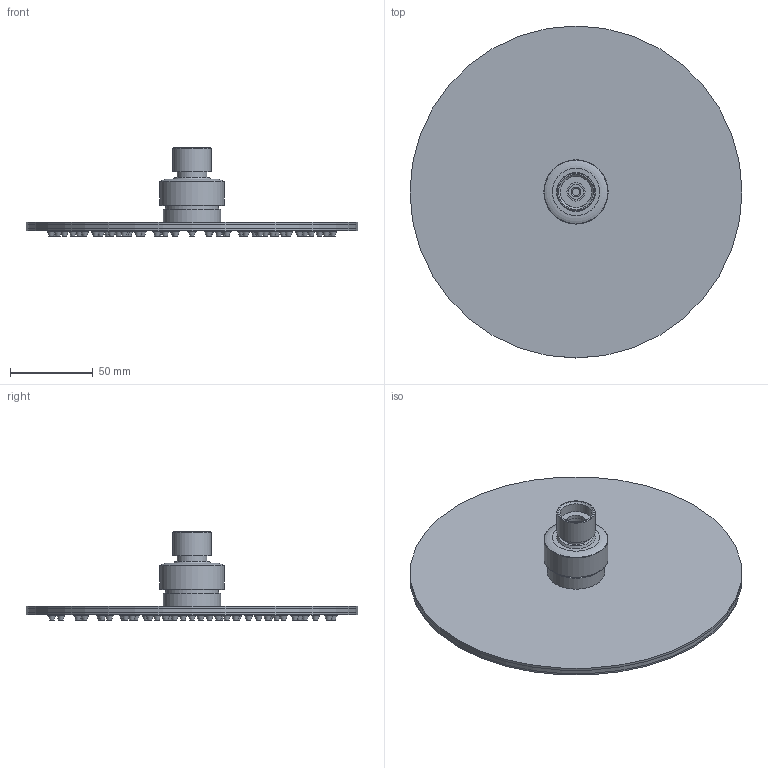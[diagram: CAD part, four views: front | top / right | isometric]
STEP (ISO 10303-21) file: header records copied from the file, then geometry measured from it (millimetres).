
FILE_DESCRIPTION(/* description */ ('Unknown'),/* implementation_level */ '2;1');
FILE_NAME(/* name */ 'AR100',/* time_stamp */ '2017-01-17T16:56:41+01:00',/* author */ ('Unknown'),/* organization */ ('Unknown'),/* preprocessor_version */ 'ST-DEVELOPER v16.7',/* originating_system */ 'DEX',/* authorisation */ $);
FILE_SCHEMA (('AP242_MANAGED_MODEL_BASED_3D_ENGINEERING_MIM_LF { 1 0 10303 442 1 1 4 }','AUTOMOTIVE_DESIGN {1 0 10303 214 3 1 1}'));
Length unit declared in the file: millimetre
Products named in the file (10): AR100; GUA02-G-00-_____1; AR100-5; AR100-6; GUA22-G-00-CO_1; AR100-4; AR100-2; AR100-Tett; AR100-1; AR100-3
Assembly tree (83 placements, depth 2):
  AR100
    GUA02-G-00-_____1
    AR100-5
    AR100-6
    GUA22-G-00-CO_1
    AR100-4
    AR100-2
    AR100-Tett  x75
    AR100-1
    AR100-3
Bounding box: 200 x 200 x 53.5 mm (x, y, z)
Volume: 120900.9 mm3; surface area: 172145.3 mm2
Topology: 83 solids, 83 shells, 888 faces, 1603 edges, 1040 vertices
Faces by surface type: cylinder 398, plane 325, cone 83, torus 79, sphere 3
Full cylindrical faces by diameter (mm): 1.3 x75, 2.5 x75, 3.3 x75, 4.5 x1, 5 x75, 9 x1, 10 x75, 11 x1, 15 x2, 15.2 x1, 15.7 x1, 17.8 x1, 18 x2, 18.8 x1, 19 x1, 23 x1, 23.8 x1, 24 x1, 26.7 x1, 32 x1, 34.5 x1, 38.7 x1, 190 x1, 200 x3
Entity records: 4887 total; most frequent: DIRECTION 908, CARTESIAN_POINT 676, AXIS2_PLACEMENT_3D 454, ORIENTED_EDGE 444, EDGE_LOOP 444, FACE_BOUND 444, EDGE_CURVE 222, VERTEX_POINT 222
